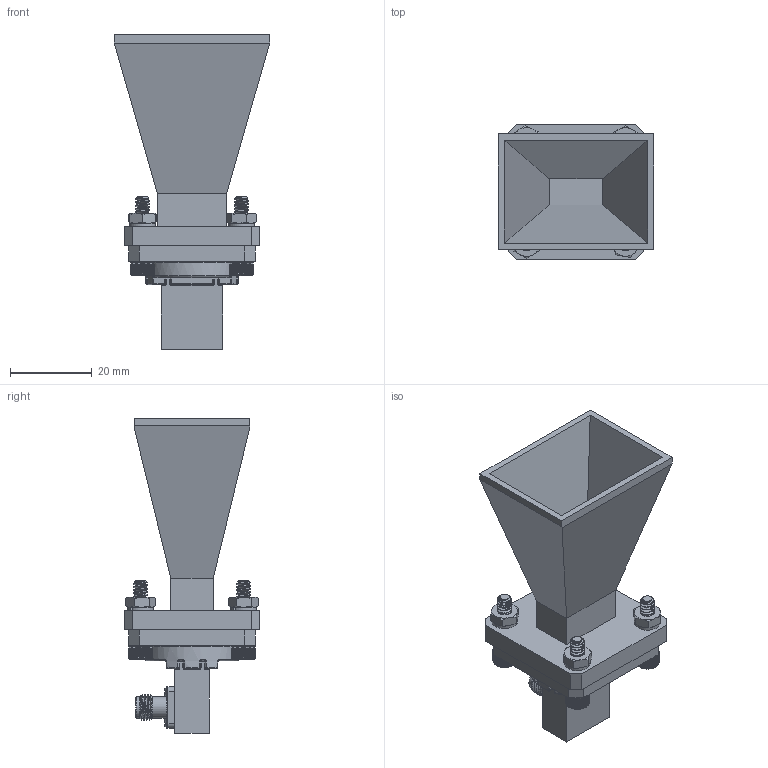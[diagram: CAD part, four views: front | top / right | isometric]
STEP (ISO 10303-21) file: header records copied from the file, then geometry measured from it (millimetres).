
FILE_DESCRIPTION (( 'STEP AP214' ), '1' );
FILE_NAME ('FMWAN051-15SF_3D.STEP', '2021-10-14T16:41:13', ( '' ), ( '' ), 'SwSTEP 2.0', 'SolidWorks 2021', '' );
FILE_SCHEMA (( 'AUTOMOTIVE_DESIGN' ));
Length unit declared in the file: inch
Products named in the file (6): 6-32SH-HXx.625_92196A150; PEWCA1002A; 6-LW; PEWAN051-15; 6-32HN-NARROW_90730A007; FMWAN051-15SF_3D
Assembly tree (14 placements, depth 2):
  FMWAN051-15SF_3D
    PEWCA1002A
    PEWAN051-15
    6-32HN-NARROW_90730A007  x4
    6-32SH-HXx.625_92196A150  x4
    6-LW  x4
Bounding box: 38.25 x 33.27 x 77.2 mm (x, y, z)
Volume: 19722.5 mm3; surface area: 18247.8 mm2
Topology: 14 solids, 14 shells, 1349 faces, 3149 edges, 1816 vertices
Faces by surface type: plane 739, cone 349, cylinder 144, bspline 43, torus 38, sphere 36
Full cylindrical faces by diameter (mm): 0.914 x1, 1.168 x1, 2.591 x4, 3.658 x4, 3.7 x4, 4.521 x1, 5.334 x2, 22.86 x1
Entity records: 22867 total; most frequent: CARTESIAN_POINT 8679, ORIENTED_EDGE 2954, DIRECTION 2730, EDGE_CURVE 1477, AXIS2_PLACEMENT_3D 1060, VERTEX_POINT 887, EDGE_LOOP 714, FACE_OUTER_BOUND 671
